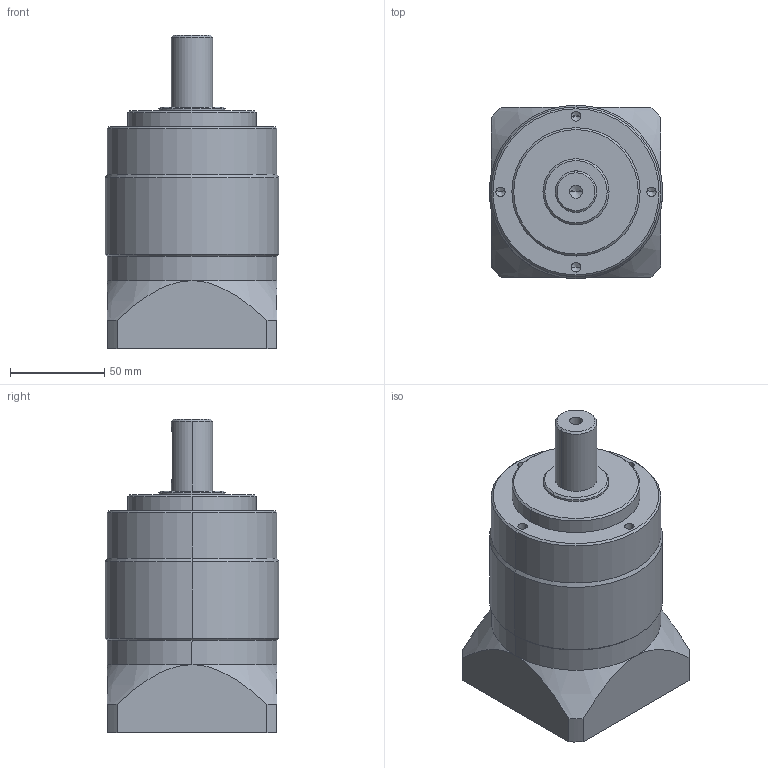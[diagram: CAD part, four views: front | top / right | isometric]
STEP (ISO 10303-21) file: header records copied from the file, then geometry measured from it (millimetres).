
FILE_DESCRIPTION((''),'2;1');
FILE_NAME('VRL90-S2-L1','2022-06-14T13:48:54',('Administrator'),(''),'CREO PARAMETRIC BY PTC INC, 2019010','CREO PARAMETRIC BY PTC INC, 2019010','');
FILE_SCHEMA(('CONFIG_CONTROL_DESIGN'));
Length unit declared in the file: millimetre
Products named in the file (1): VRL90-S2-L1
Bounding box: 92 x 92 x 166 mm (x, y, z)
Volume: 782549.7 mm3; surface area: 72685.2 mm2
Topology: 1 solids, 1 shells, 173 faces, 416 edges, 255 vertices
Faces by surface type: cylinder 60, plane 59, cone 38, torus 16
Entity records: 5130 total; most frequent: CARTESIAN_POINT 1028, DIRECTION 910, ORIENTED_EDGE 796, EDGE_CURVE 398, AXIS2_PLACEMENT_3D 359, VERTEX_POINT 255, EDGE_LOOP 201, VECTOR 192
